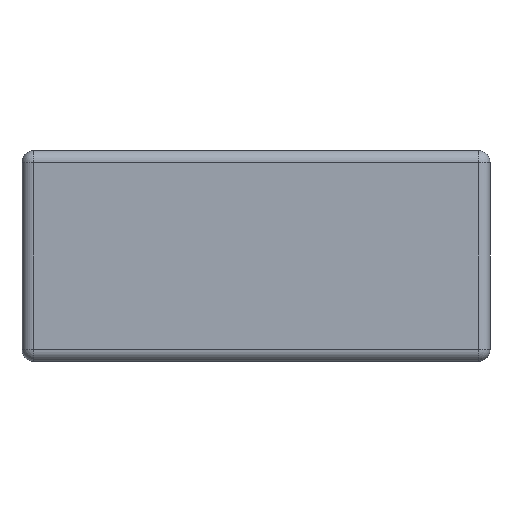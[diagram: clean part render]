
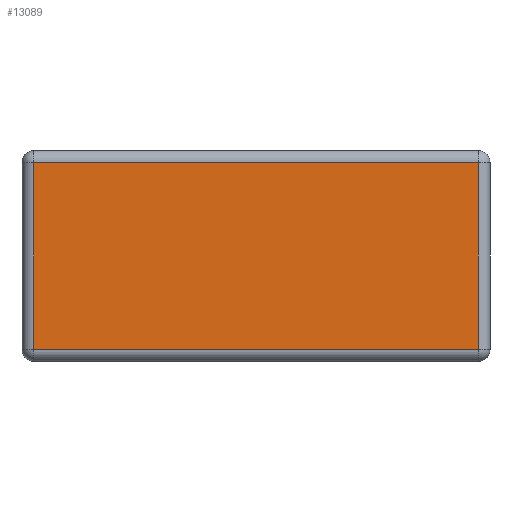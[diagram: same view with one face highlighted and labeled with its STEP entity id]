
A CAD part, front view. The second image highlights one B-rep face of the part: STEP entity #13089.
In plain terms, the highlighted planar face has unit normal (0, -1, 0).
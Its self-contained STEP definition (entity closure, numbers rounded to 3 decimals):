
#573=PLANE('',#14190);
#1247=FACE_OUTER_BOUND('',#1940,.T.);
#1940=EDGE_LOOP('',(#11831,#11832,#11833,#11834));
#3350=LINE('',#21311,#4848);
#3354=LINE('',#21323,#4852);
#3356=LINE('',#21326,#4854);
#3357=LINE('',#21328,#4855);
#4848=VECTOR('',#17464,10.);
#4852=VECTOR('',#17478,10.);
#4854=VECTOR('',#17482,10.);
#4855=VECTOR('',#17485,10.);
#6487=VERTEX_POINT('',#21289);
#6488=VERTEX_POINT('',#21293);
#6491=VERTEX_POINT('',#21300);
#6492=VERTEX_POINT('',#21304);
#8294=EDGE_CURVE('',#6492,#6491,#3350,.T.);
#8300=EDGE_CURVE('',#6488,#6492,#3354,.T.);
#8302=EDGE_CURVE('',#6491,#6487,#3356,.T.);
#8303=EDGE_CURVE('',#6487,#6488,#3357,.T.);
#11831=ORIENTED_EDGE('',*,*,#8294,.F.);
#11832=ORIENTED_EDGE('',*,*,#8300,.F.);
#11833=ORIENTED_EDGE('',*,*,#8303,.F.);
#11834=ORIENTED_EDGE('',*,*,#8302,.F.);
#13089=ADVANCED_FACE('',(#1247),#573,.T.);
#14190=AXIS2_PLACEMENT_3D('',#21331,#17489,#17490);
#17464=DIRECTION('',(-1.,0.,0.));
#17478=DIRECTION('',(0.,0.,-1.));
#17482=DIRECTION('',(0.,0.,1.));
#17485=DIRECTION('',(1.,0.,0.));
#17489=DIRECTION('center_axis',(0.,-1.,0.));
#17490=DIRECTION('ref_axis',(1.,0.,0.));
#21289=CARTESIAN_POINT('',(-0.918,-1.71,1.3));
#21293=CARTESIAN_POINT('',(29.018,-1.71,1.3));
#21300=CARTESIAN_POINT('',(-0.918,-1.71,-11.3));
#21304=CARTESIAN_POINT('',(29.018,-1.71,-11.3));
#21311=CARTESIAN_POINT('',(21.134,-1.71,-11.3));
#21323=CARTESIAN_POINT('',(29.018,-1.71,-2.25));
#21326=CARTESIAN_POINT('',(-0.918,-1.71,-7.75));
#21328=CARTESIAN_POINT('',(6.966,-1.71,1.3));
#21331=CARTESIAN_POINT('Origin',(14.05,-1.71,-5.));
